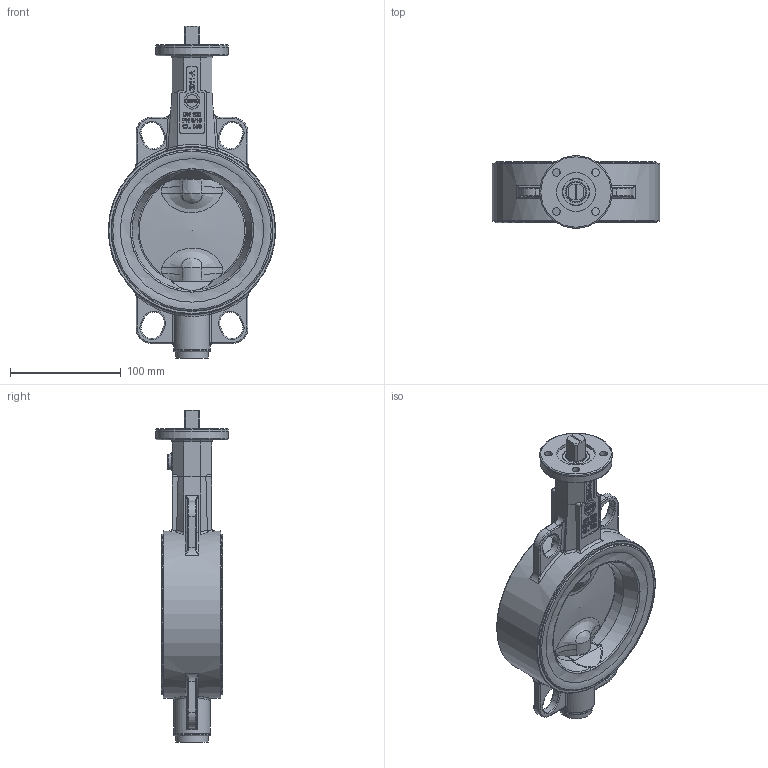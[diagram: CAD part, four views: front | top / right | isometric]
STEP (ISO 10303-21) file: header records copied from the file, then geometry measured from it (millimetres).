
FILE_DESCRIPTION((''),'2;1');
FILE_NAME('Z011-A-AL DN100.stp','2007-09-26T16:19:39',('hellwig'),(''),'Autodesk Inventor 11','Autodesk Inventor 11','');
FILE_SCHEMA(('AUTOMOTIVE_DESIGN { 1 0 10303 214 1 1 1 1 }'));
Length unit declared in the file: millimetre
Products named in the file (1): Bauteil1
Bounding box: 151 x 65.4 x 299.27 mm (x, y, z)
Volume: 729705.4 mm3; surface area: 165299.5 mm2
Topology: 1 solids, 15 shells, 941 faces, 2361 edges, 1489 vertices
Faces by surface type: bspline 358, plane 331, cylinder 146, torus 69, cone 37
Full cylindrical faces by diameter (mm): 4 x1, 15 x1, 16.2 x3, 18 x8, 18.36 x2, 20.5 x2, 22 x1, 24 x1, 24.45 x1, 29 x1, 33 x1, 33.4 x1, 65 x1, 65.4 x1, 113.4 x2, 137 x1, 137.8 x1, 144.8 x1, 145 x1, 151 x1
Entity records: 42351 total; most frequent: CARTESIAN_POINT 22866, ORIENTED_EDGE 4322, DIRECTION 3196, EDGE_CURVE 2161, VERTEX_POINT 1440, EDGE_LOOP 1169, AXIS2_PLACEMENT_3D 1124, VECTOR 948
